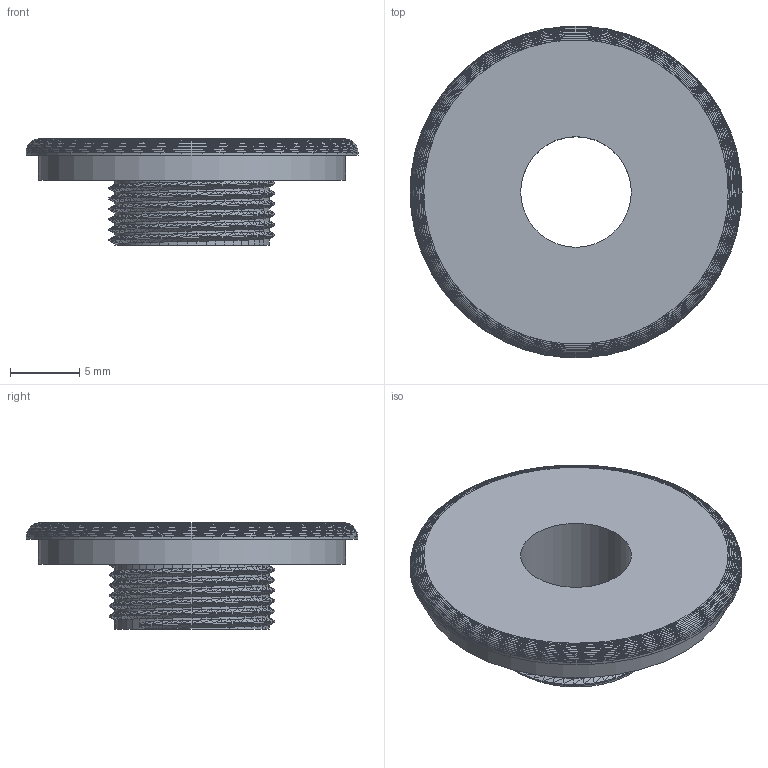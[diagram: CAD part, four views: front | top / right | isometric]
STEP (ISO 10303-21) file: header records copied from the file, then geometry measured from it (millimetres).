
FILE_DESCRIPTION(('FreeCAD Model'),'2;1');
FILE_NAME('Open CASCADE Shape Model','2024-10-15T01:14:48',(''),(''), 'Open CASCADE STEP processor 7.8','FreeCAD','Unknown');
FILE_SCHEMA(('AUTOMOTIVE_DESIGN { 1 0 10303 214 1 1 1 1 }'));
Length unit declared in the file: millimetre
Products named in the file (1): difference002
Bounding box: 24 x 23.95 x 7.7 mm (x, y, z)
Volume: 1120.3 mm3; surface area: 1647 mm2
Topology: 1 solids, 1 shells, 3028 faces, 5006 edges, 1984 vertices
Faces by surface type: plane 3024, cylinder 4
Full cylindrical faces by diameter (mm): 8 x1, 16 x1, 20 x1, 22.2 x1
Entity records: 63286 total; most frequent: DIRECTION 11072, CARTESIAN_POINT 10019, ORIENTED_EDGE 10012, EDGE_CURVE 5006, LINE 4998, VECTOR 4998, AXIS2_PLACEMENT_3D 3037, FACE_BOUND 3034
